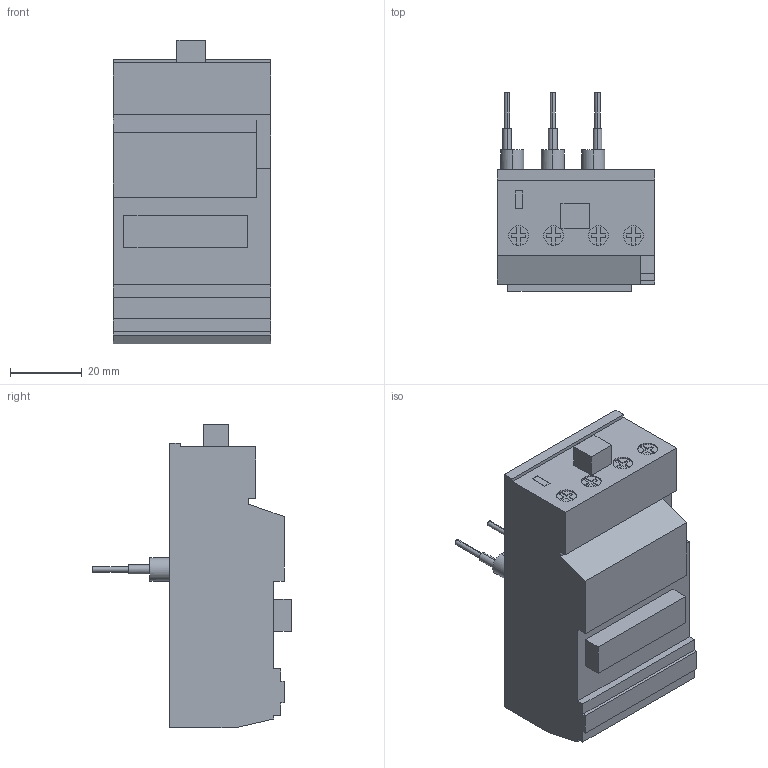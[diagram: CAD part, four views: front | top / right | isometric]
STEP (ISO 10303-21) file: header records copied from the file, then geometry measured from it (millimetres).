
FILE_DESCRIPTION(/* description */ (''),/* implementation_level */ '2;1');
FILE_NAME(/* name */ 'rf9.stp',/* time_stamp */ '2019-06-19T16:31:57+02:00',/* author */ (''),/* organization */ (''),/* preprocessor_version */ 'ST-DEVELOPER v16',/* originating_system */ 'SIEMENS PLM Software NX 10.0',/* authorisation */ '');
FILE_SCHEMA (('AP203_CONFIGURATION_CONTROLLED_3D_DESIGN_OF_MECHANICAL_PARTS_AND_ASSEMBLIES_MIM_LF { 1 0 10303 403 2 1 2}'));
Length unit declared in the file: millimetre
Products named in the file (1): Rugg1E9C525Fc162
Bounding box: 44 x 55.5 x 84.85 mm (x, y, z)
Volume: 101500.9 mm3; surface area: 15834.8 mm2
Topology: 1 solids, 1 shells, 127 faces, 331 edges, 222 vertices
Faces by surface type: plane 101, cylinder 26
Entity records: 4037 total; most frequent: CARTESIAN_POINT 785, ORIENTED_EDGE 662, DIRECTION 627, EDGE_CURVE 331, LINE 259, VECTOR 259, VERTEX_POINT 222, AXIS2_PLACEMENT_3D 184
